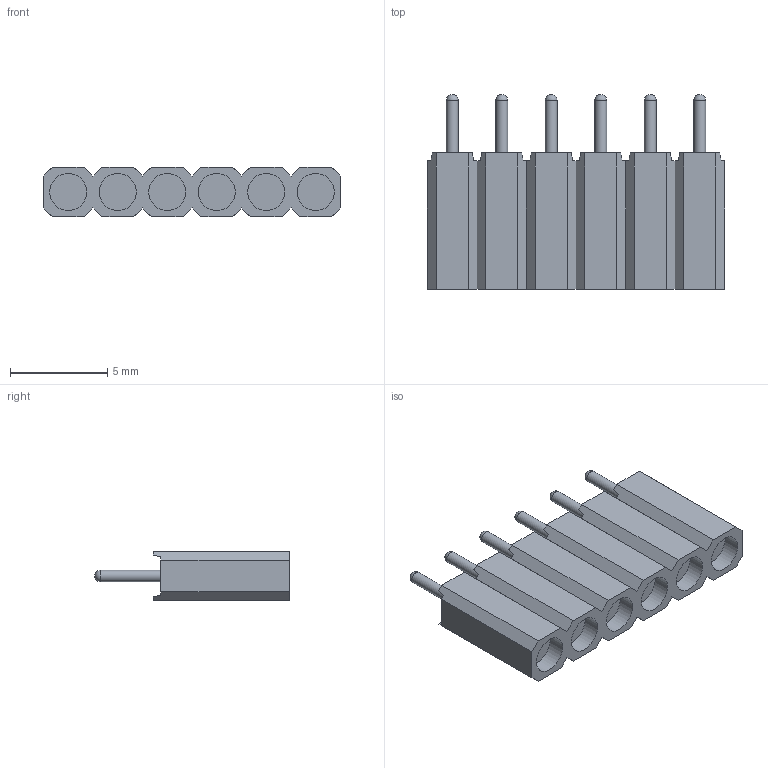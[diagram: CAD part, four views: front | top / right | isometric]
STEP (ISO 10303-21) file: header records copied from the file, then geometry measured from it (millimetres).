
FILE_DESCRIPTION(/* description */ (''),/* implementation_level */ '2;1');
FILE_NAME(/* name */ '153C-006-1-50-xx.stp',/* time_stamp */ '2025-07-17T14:53:56+02:00',/* author */ ('andreas.larin'),/* organization */ (''),/* preprocessor_version */ 'ST-DEVELOPER v20',/* originating_system */ 'Autodesk Inventor 2025',/* authorisation */ '');
FILE_SCHEMA (('AUTOMOTIVE_DESIGN { 1 0 10303 214 3 1 1 }'));
Length unit declared in the file: millimetre
Products named in the file (1): 153C-006-1-50-xx
Bounding box: 15.24 x 10 x 2.54 mm (x, y, z)
Volume: 231.9 mm3; surface area: 413.4 mm2
Topology: 1 solids, 1 shells, 88 faces, 238 edges, 158 vertices
Faces by surface type: plane 70, cylinder 12, sphere 6
Full cylindrical faces by diameter (mm): 0.6 x6, 1.9 x6
Entity records: 2753 total; most frequent: CARTESIAN_POINT 479, ORIENTED_EDGE 464, DIRECTION 444, EDGE_CURVE 232, LINE 198, VECTOR 198, VERTEX_POINT 158, AXIS2_PLACEMENT_3D 123
